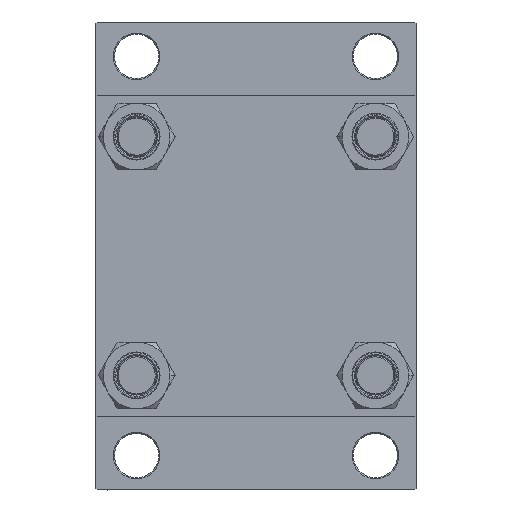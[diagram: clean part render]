
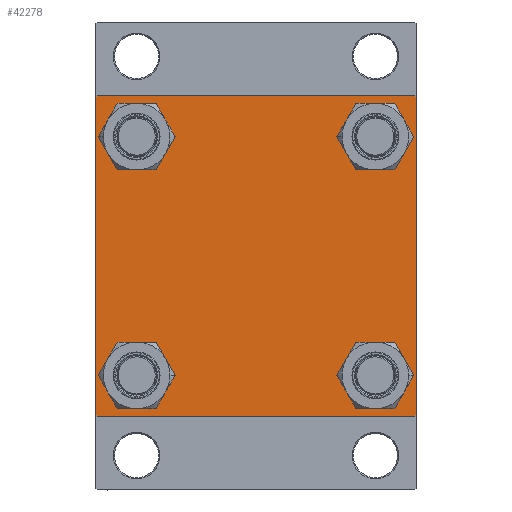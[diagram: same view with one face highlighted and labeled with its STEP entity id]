
A CAD part, left-side view. The second image highlights one B-rep face of the part: STEP entity #42278.
In plain terms, the highlighted planar face has unit normal (-1, 0, 0).
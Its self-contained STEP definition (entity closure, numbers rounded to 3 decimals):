
#719 = VERTEX_POINT ( 'NONE', #39724 ) ;
#1471 = EDGE_CURVE ( 'NONE', #21263, #34228, #12170, .T. ) ;
#2422 = CARTESIAN_POINT ( 'NONE',  ( 0., 64.5, 65. ) ) ;
#2450 = EDGE_CURVE ( 'NONE', #21283, #40535, #2506, .T. ) ;
#2506 = CIRCLE ( 'NONE', #37290, 8.5 ) ;
#2588 = DIRECTION ( 'NONE',  ( 1., 0., 0. ) ) ;
#2986 = EDGE_CURVE ( 'NONE', #29348, #24328, #35446, .T. ) ;
#3342 = CARTESIAN_POINT ( 'NONE',  ( 0., -48.45, 56.95 ) ) ;
#3565 = AXIS2_PLACEMENT_3D ( 'NONE', #17075, #5946, #10932 ) ;
#5398 = FACE_OUTER_BOUND ( 'NONE', #20578, .T. ) ;
#5593 = DIRECTION ( 'NONE',  ( 0., 0.707, -0.707 ) ) ;
#5809 = EDGE_LOOP ( 'NONE', ( #29587, #29621 ) ) ;
#5887 = FACE_BOUND ( 'NONE', #5809, .T. ) ;
#5910 = DIRECTION ( 'NONE',  ( 0., 0., -1. ) ) ;
#5946 = DIRECTION ( 'NONE',  ( 1., 0., 0. ) ) ;
#6467 = CARTESIAN_POINT ( 'NONE',  ( 0., -64.5, -65. ) ) ;
#7171 = ORIENTED_EDGE ( 'NONE', *, *, #2986, .T. ) ;
#7444 = CARTESIAN_POINT ( 'NONE',  ( 0., 48.45, -39.95 ) ) ;
#8213 = ORIENTED_EDGE ( 'NONE', *, *, #1471, .T. ) ;
#8223 = CIRCLE ( 'NONE', #41511, 8.5 ) ;
#8361 = DIRECTION ( 'NONE',  ( 0., -0.707, 0.707 ) ) ;
#8363 = CIRCLE ( 'NONE', #36202, 8.5 ) ;
#8592 = CARTESIAN_POINT ( 'NONE',  ( 0., -64.75, -64.75 ) ) ;
#8993 = VECTOR ( 'NONE', #25770, 1000. ) ;
#9500 = AXIS2_PLACEMENT_3D ( 'NONE', #37183, #29659, #26497 ) ;
#9632 = VERTEX_POINT ( 'NONE', #7444 ) ;
#9767 = VERTEX_POINT ( 'NONE', #23644 ) ;
#9926 = EDGE_LOOP ( 'NONE', ( #39720, #21225 ) ) ;
#10109 = CARTESIAN_POINT ( 'NONE',  ( 0., 48.45, -48.45 ) ) ;
#10295 = CIRCLE ( 'NONE', #9500, 8.5 ) ;
#10363 = VECTOR ( 'NONE', #24282, 1000. ) ;
#10932 = DIRECTION ( 'NONE',  ( 0., 0., 1. ) ) ;
#10976 = CARTESIAN_POINT ( 'NONE',  ( 0., 48.45, 48.45 ) ) ;
#11024 = CARTESIAN_POINT ( 'NONE',  ( 0., 64.75, -64.75 ) ) ;
#11363 = AXIS2_PLACEMENT_3D ( 'NONE', #32022, #12660, #35656 ) ;
#11844 = CIRCLE ( 'NONE', #38906, 8.5 ) ;
#12013 = DIRECTION ( 'NONE',  ( 0., 0., 1. ) ) ;
#12170 = LINE ( 'NONE', #34911, #18750 ) ;
#12256 = CARTESIAN_POINT ( 'NONE',  ( 0., 65., 65. ) ) ;
#12503 = ORIENTED_EDGE ( 'NONE', *, *, #17891, .T. ) ;
#12660 = DIRECTION ( 'NONE',  ( -1., 0., 0. ) ) ;
#13144 = PLANE ( 'NONE',  #11363 ) ;
#13786 = VERTEX_POINT ( 'NONE', #3342 ) ;
#13993 = ORIENTED_EDGE ( 'NONE', *, *, #36596, .T. ) ;
#14195 = EDGE_CURVE ( 'NONE', #719, #9632, #28329, .T. ) ;
#14381 = EDGE_CURVE ( 'NONE', #35045, #38406, #27480, .T. ) ;
#14526 = EDGE_CURVE ( 'NONE', #40535, #21283, #45334, .T. ) ;
#14663 = CARTESIAN_POINT ( 'NONE',  ( 0., 64.5, -65. ) ) ;
#14833 = EDGE_CURVE ( 'NONE', #34228, #9767, #26745, .T. ) ;
#15194 = DIRECTION ( 'NONE',  ( 0., 0., 1. ) ) ;
#15682 = CARTESIAN_POINT ( 'NONE',  ( 0., -48.45, 48.45 ) ) ;
#17075 = CARTESIAN_POINT ( 'NONE',  ( 0., 48.45, 48.45 ) ) ;
#17891 = EDGE_CURVE ( 'NONE', #31556, #38406, #36491, .T. ) ;
#18392 = EDGE_LOOP ( 'NONE', ( #30446, #37281 ) ) ;
#18750 = VECTOR ( 'NONE', #23526, 1000. ) ;
#19040 = VERTEX_POINT ( 'NONE', #32581 ) ;
#20461 = DIRECTION ( 'NONE',  ( 0., -1., 0. ) ) ;
#20578 = EDGE_LOOP ( 'NONE', ( #7171, #26014, #8213, #22486, #36075, #12503, #30932, #13993 ) ) ;
#21225 = ORIENTED_EDGE ( 'NONE', *, *, #14195, .T. ) ;
#21263 = VERTEX_POINT ( 'NONE', #14663 ) ;
#21283 = VERTEX_POINT ( 'NONE', #22640 ) ;
#21380 = CARTESIAN_POINT ( 'NONE',  ( 0., -65., 65. ) ) ;
#22486 = ORIENTED_EDGE ( 'NONE', *, *, #14833, .T. ) ;
#22640 = CARTESIAN_POINT ( 'NONE',  ( 0., 48.45, 39.95 ) ) ;
#23333 = LINE ( 'NONE', #38116, #30604 ) ;
#23526 = DIRECTION ( 'NONE',  ( 0., -1., 0. ) ) ;
#23644 = CARTESIAN_POINT ( 'NONE',  ( 0., -65., -64.5 ) ) ;
#23690 = VECTOR ( 'NONE', #8361, 1000. ) ;
#24282 = DIRECTION ( 'NONE',  ( 0., 0., -1. ) ) ;
#24328 = VERTEX_POINT ( 'NONE', #43129 ) ;
#24513 = FACE_BOUND ( 'NONE', #9926, .T. ) ;
#25153 = ORIENTED_EDGE ( 'NONE', *, *, #37554, .T. ) ;
#25166 = CIRCLE ( 'NONE', #32136, 8.5 ) ;
#25770 = DIRECTION ( 'NONE',  ( 0., -0.707, -0.707 ) ) ;
#26014 = ORIENTED_EDGE ( 'NONE', *, *, #37273, .T. ) ;
#26497 = DIRECTION ( 'NONE',  ( 0., 0., 1. ) ) ;
#26745 = LINE ( 'NONE', #8592, #23690 ) ;
#27417 = FACE_BOUND ( 'NONE', #18392, .T. ) ;
#27480 = LINE ( 'NONE', #12256, #34524 ) ;
#27921 = EDGE_CURVE ( 'NONE', #31556, #9767, #42469, .T. ) ;
#27939 = CARTESIAN_POINT ( 'NONE',  ( 0., 48.45, 56.95 ) ) ;
#28055 = CARTESIAN_POINT ( 'NONE',  ( 0., 65., 64.5 ) ) ;
#28329 = CIRCLE ( 'NONE', #31406, 8.5 ) ;
#28388 = DIRECTION ( 'NONE',  ( 1., 0., 0. ) ) ;
#28426 = DIRECTION ( 'NONE',  ( 1., 0., 0. ) ) ;
#29348 = VERTEX_POINT ( 'NONE', #28055 ) ;
#29416 = LINE ( 'NONE', #11024, #8993 ) ;
#29492 = EDGE_CURVE ( 'NONE', #44895, #38991, #10295, .T. ) ;
#29587 = ORIENTED_EDGE ( 'NONE', *, *, #29492, .T. ) ;
#29621 = ORIENTED_EDGE ( 'NONE', *, *, #36191, .T. ) ;
#29659 = DIRECTION ( 'NONE',  ( 1., 0., 0. ) ) ;
#29711 = DIRECTION ( 'NONE',  ( 0., 0.707, 0.707 ) ) ;
#30446 = ORIENTED_EDGE ( 'NONE', *, *, #14526, .T. ) ;
#30604 = VECTOR ( 'NONE', #5593, 1000. ) ;
#30711 = EDGE_CURVE ( 'NONE', #13786, #19040, #11844, .T. ) ;
#30932 = ORIENTED_EDGE ( 'NONE', *, *, #14381, .F. ) ;
#31406 = AXIS2_PLACEMENT_3D ( 'NONE', #10109, #2588, #32138 ) ;
#31547 = FACE_BOUND ( 'NONE', #41432, .T. ) ;
#31556 = VERTEX_POINT ( 'NONE', #31906 ) ;
#31906 = CARTESIAN_POINT ( 'NONE',  ( 0., -65., 64.5 ) ) ;
#32022 = CARTESIAN_POINT ( 'NONE',  ( 0., 0., 0. ) ) ;
#32136 = AXIS2_PLACEMENT_3D ( 'NONE', #40359, #33106, #15194 ) ;
#32138 = DIRECTION ( 'NONE',  ( 0., 0., 1. ) ) ;
#32581 = CARTESIAN_POINT ( 'NONE',  ( 0., -48.45, 39.95 ) ) ;
#33106 = DIRECTION ( 'NONE',  ( 1., 0., 0. ) ) ;
#34228 = VERTEX_POINT ( 'NONE', #6467 ) ;
#34524 = VECTOR ( 'NONE', #20461, 1000. ) ;
#34686 = ORIENTED_EDGE ( 'NONE', *, *, #30711, .T. ) ;
#34911 = CARTESIAN_POINT ( 'NONE',  ( 0., 65., -65. ) ) ;
#35045 = VERTEX_POINT ( 'NONE', #2422 ) ;
#35446 = LINE ( 'NONE', #46568, #37326 ) ;
#35456 = CARTESIAN_POINT ( 'NONE',  ( 0., -48.45, -39.95 ) ) ;
#35656 = DIRECTION ( 'NONE',  ( 0., 0., 1. ) ) ;
#36075 = ORIENTED_EDGE ( 'NONE', *, *, #27921, .F. ) ;
#36191 = EDGE_CURVE ( 'NONE', #38991, #44895, #25166, .T. ) ;
#36202 = AXIS2_PLACEMENT_3D ( 'NONE', #45649, #37923, #12013 ) ;
#36491 = LINE ( 'NONE', #47631, #44017 ) ;
#36596 = EDGE_CURVE ( 'NONE', #35045, #29348, #23333, .T. ) ;
#37183 = CARTESIAN_POINT ( 'NONE',  ( 0., -48.45, -48.45 ) ) ;
#37273 = EDGE_CURVE ( 'NONE', #24328, #21263, #29416, .T. ) ;
#37281 = ORIENTED_EDGE ( 'NONE', *, *, #2450, .T. ) ;
#37290 = AXIS2_PLACEMENT_3D ( 'NONE', #10976, #28426, #43668 ) ;
#37326 = VECTOR ( 'NONE', #5910, 1000. ) ;
#37554 = EDGE_CURVE ( 'NONE', #19040, #13786, #8223, .T. ) ;
#37923 = DIRECTION ( 'NONE',  ( 1., 0., 0. ) ) ;
#38116 = CARTESIAN_POINT ( 'NONE',  ( 0., 64.75, 64.75 ) ) ;
#38406 = VERTEX_POINT ( 'NONE', #42786 ) ;
#38906 = AXIS2_PLACEMENT_3D ( 'NONE', #46546, #28388, #39291 ) ;
#38991 = VERTEX_POINT ( 'NONE', #40448 ) ;
#39291 = DIRECTION ( 'NONE',  ( 0., 0., 1. ) ) ;
#39720 = ORIENTED_EDGE ( 'NONE', *, *, #41823, .T. ) ;
#39724 = CARTESIAN_POINT ( 'NONE',  ( 0., 48.45, -56.95 ) ) ;
#40359 = CARTESIAN_POINT ( 'NONE',  ( 0., -48.45, -48.45 ) ) ;
#40448 = CARTESIAN_POINT ( 'NONE',  ( 0., -48.45, -56.95 ) ) ;
#40535 = VERTEX_POINT ( 'NONE', #27939 ) ;
#41432 = EDGE_LOOP ( 'NONE', ( #34686, #25153 ) ) ;
#41511 = AXIS2_PLACEMENT_3D ( 'NONE', #15682, #45215, #41828 ) ;
#41823 = EDGE_CURVE ( 'NONE', #9632, #719, #8363, .T. ) ;
#41828 = DIRECTION ( 'NONE',  ( 0., 0., 1. ) ) ;
#42278 = ADVANCED_FACE ( 'NONE', ( #31547, #5887, #24513, #27417, #5398 ), #13144, .T. ) ;
#42469 = LINE ( 'NONE', #21380, #10363 ) ;
#42786 = CARTESIAN_POINT ( 'NONE',  ( 0., -64.5, 65. ) ) ;
#43129 = CARTESIAN_POINT ( 'NONE',  ( 0., 65., -64.5 ) ) ;
#43668 = DIRECTION ( 'NONE',  ( 0., 0., 1. ) ) ;
#44017 = VECTOR ( 'NONE', #29711, 1000. ) ;
#44895 = VERTEX_POINT ( 'NONE', #35456 ) ;
#45215 = DIRECTION ( 'NONE',  ( 1., 0., 0. ) ) ;
#45334 = CIRCLE ( 'NONE', #3565, 8.5 ) ;
#45649 = CARTESIAN_POINT ( 'NONE',  ( 0., 48.45, -48.45 ) ) ;
#46546 = CARTESIAN_POINT ( 'NONE',  ( 0., -48.45, 48.45 ) ) ;
#46568 = CARTESIAN_POINT ( 'NONE',  ( 0., 65., 65. ) ) ;
#47631 = CARTESIAN_POINT ( 'NONE',  ( 0., -64.75, 64.75 ) ) ;
